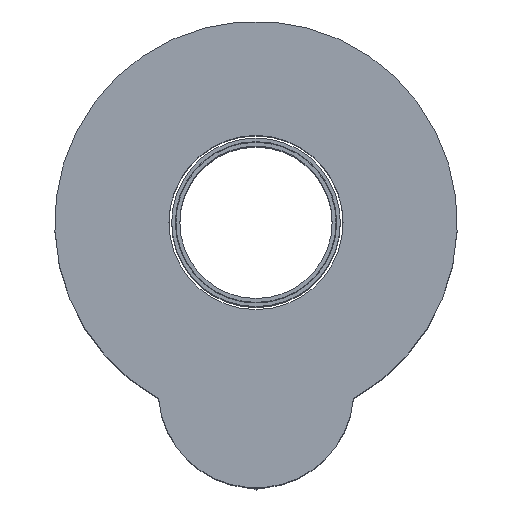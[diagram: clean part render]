
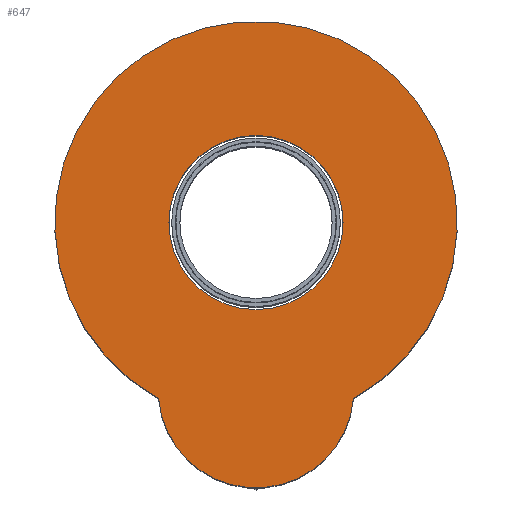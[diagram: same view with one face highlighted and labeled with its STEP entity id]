
A CAD part, top view. The second image highlights one B-rep face of the part: STEP entity #647.
In plain terms, the highlighted planar face has unit normal (0, 0, 1).
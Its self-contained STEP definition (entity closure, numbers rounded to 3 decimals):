
#43=PLANE('',#735);
#144=FACE_BOUND('',#253,.T.);
#179=FACE_OUTER_BOUND('',#252,.T.);
#252=EDGE_LOOP('',(#521,#522));
#253=EDGE_LOOP('',(#523));
#308=CIRCLE('',#726,31.15);
#311=CIRCLE('',#730,72.);
#312=CIRCLE('',#732,35.);
#350=VERTEX_POINT('',#1058);
#352=VERTEX_POINT('',#1063);
#355=VERTEX_POINT('',#1068);
#410=EDGE_CURVE('',#350,#350,#308,.T.);
#415=EDGE_CURVE('',#355,#352,#311,.T.);
#416=EDGE_CURVE('',#352,#355,#312,.T.);
#521=ORIENTED_EDGE('',*,*,#415,.F.);
#522=ORIENTED_EDGE('',*,*,#416,.F.);
#523=ORIENTED_EDGE('',*,*,#410,.T.);
#647=ADVANCED_FACE('',(#179,#144),#43,.F.);
#726=AXIS2_PLACEMENT_3D('',#1059,#868,#869);
#730=AXIS2_PLACEMENT_3D('',#1070,#878,#879);
#732=AXIS2_PLACEMENT_3D('',#1072,#882,#883);
#735=AXIS2_PLACEMENT_3D('',#1075,#888,#889);
#868=DIRECTION('center_axis',(0.,0.,-1.));
#869=DIRECTION('ref_axis',(-1.,0.,0.));
#878=DIRECTION('center_axis',(0.,0.,-1.));
#879=DIRECTION('ref_axis',(-1.,0.,0.));
#882=DIRECTION('center_axis',(0.,0.,-1.));
#883=DIRECTION('ref_axis',(-1.,0.,0.));
#888=DIRECTION('center_axis',(0.,0.,-1.));
#889=DIRECTION('ref_axis',(0.,-1.,0.));
#1058=CARTESIAN_POINT('',(31.15,0.,123.));
#1059=CARTESIAN_POINT('Origin',(0.,0.,123.));
#1063=CARTESIAN_POINT('',(34.863,-62.997,123.));
#1068=CARTESIAN_POINT('',(-34.863,-62.997,123.));
#1070=CARTESIAN_POINT('Origin',(0.,0.,123.));
#1072=CARTESIAN_POINT('Origin',(0.,-59.9,123.));
#1075=CARTESIAN_POINT('Origin',(0.,0.,123.));
